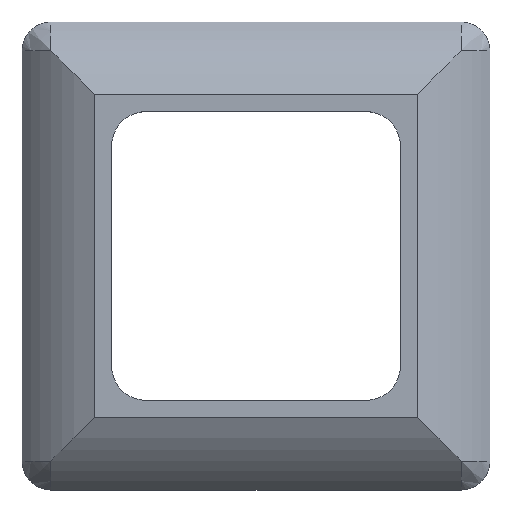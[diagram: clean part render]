
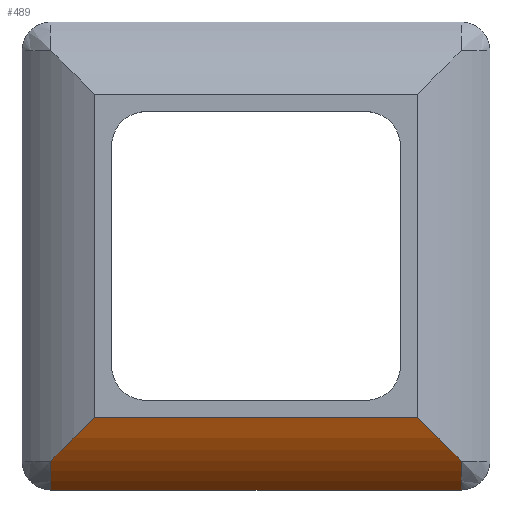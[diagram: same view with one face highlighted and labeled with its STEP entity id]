
A CAD part, top view. The second image highlights one B-rep face of the part: STEP entity #489.
In plain terms, the highlighted cylindrical face has radius 31.45 mm (diameter 62.901 mm), a partial arc.
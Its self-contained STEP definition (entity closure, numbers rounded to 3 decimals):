
#39=FACE_OUTER_BOUND('',#69,.T.);
#69=EDGE_LOOP('',(#347,#348,#349,#350,#351,#352));
#104=CIRCLE('',#543,31.45);
#105=CIRCLE('',#544,31.45);
#125=LINE('',#785,#169);
#126=LINE('',#791,#170);
#169=VECTOR('',#615,10.);
#170=VECTOR('',#620,10.);
#211=ELLIPSE('',#537,44.477,31.45);
#212=ELLIPSE('',#542,44.477,31.45);
#220=VERTEX_POINT('',#764);
#221=VERTEX_POINT('',#766);
#224=VERTEX_POINT('',#784);
#225=VERTEX_POINT('',#786);
#226=VERTEX_POINT('',#788);
#227=VERTEX_POINT('',#790);
#266=EDGE_CURVE('',#220,#221,#211,.T.);
#271=EDGE_CURVE('',#220,#224,#125,.T.);
#272=EDGE_CURVE('',#224,#225,#212,.T.);
#273=EDGE_CURVE('',#226,#225,#104,.T.);
#274=EDGE_CURVE('',#227,#226,#126,.T.);
#275=EDGE_CURVE('',#227,#221,#105,.T.);
#347=ORIENTED_EDGE('',*,*,#266,.F.);
#348=ORIENTED_EDGE('',*,*,#271,.T.);
#349=ORIENTED_EDGE('',*,*,#272,.T.);
#350=ORIENTED_EDGE('',*,*,#273,.F.);
#351=ORIENTED_EDGE('',*,*,#274,.F.);
#352=ORIENTED_EDGE('',*,*,#275,.T.);
#475=CYLINDRICAL_SURFACE('',#541,31.45);
#489=ADVANCED_FACE('',(#39),#475,.T.);
#537=AXIS2_PLACEMENT_3D('',#767,#604,#605);
#541=AXIS2_PLACEMENT_3D('',#783,#613,#614);
#542=AXIS2_PLACEMENT_3D('',#787,#616,#617);
#543=AXIS2_PLACEMENT_3D('',#789,#618,#619);
#544=AXIS2_PLACEMENT_3D('',#792,#621,#622);
#604=DIRECTION('center_axis',(0.707,0.707,0.));
#605=DIRECTION('ref_axis',(0.707,-0.707,0.));
#613=DIRECTION('center_axis',(1.,0.,0.));
#614=DIRECTION('ref_axis',(0.,-0.405,0.914));
#615=DIRECTION('',(-1.,0.,0.));
#616=DIRECTION('center_axis',(0.707,-0.707,0.));
#617=DIRECTION('ref_axis',(-0.707,-0.707,0.));
#618=DIRECTION('center_axis',(-1.,0.,0.));
#619=DIRECTION('ref_axis',(0.,-0.405,0.914));
#620=DIRECTION('',(-1.,0.,0.));
#621=DIRECTION('center_axis',(-1.,0.,0.));
#622=DIRECTION('ref_axis',(0.,-0.405,0.914));
#764=CARTESIAN_POINT('',(28.,-28.,11.));
#766=CARTESIAN_POINT('',(35.5,-35.5,6.314));
#767=CARTESIAN_POINT('Origin',(15.25,-15.25,-17.75));
#783=CARTESIAN_POINT('Origin',(-35.5,-15.25,-17.75));
#784=CARTESIAN_POINT('',(-28.,-28.,11.));
#785=CARTESIAN_POINT('',(14.,-28.,11.));
#786=CARTESIAN_POINT('',(-35.5,-35.5,6.314));
#787=CARTESIAN_POINT('Origin',(-15.25,-15.25,-17.75));
#788=CARTESIAN_POINT('',(-35.5,-40.5,1.));
#789=CARTESIAN_POINT('Origin',(-35.5,-15.25,-17.75));
#790=CARTESIAN_POINT('',(35.5,-40.5,1.));
#791=CARTESIAN_POINT('',(-35.5,-40.5,1.));
#792=CARTESIAN_POINT('Origin',(35.5,-15.25,-17.75));
